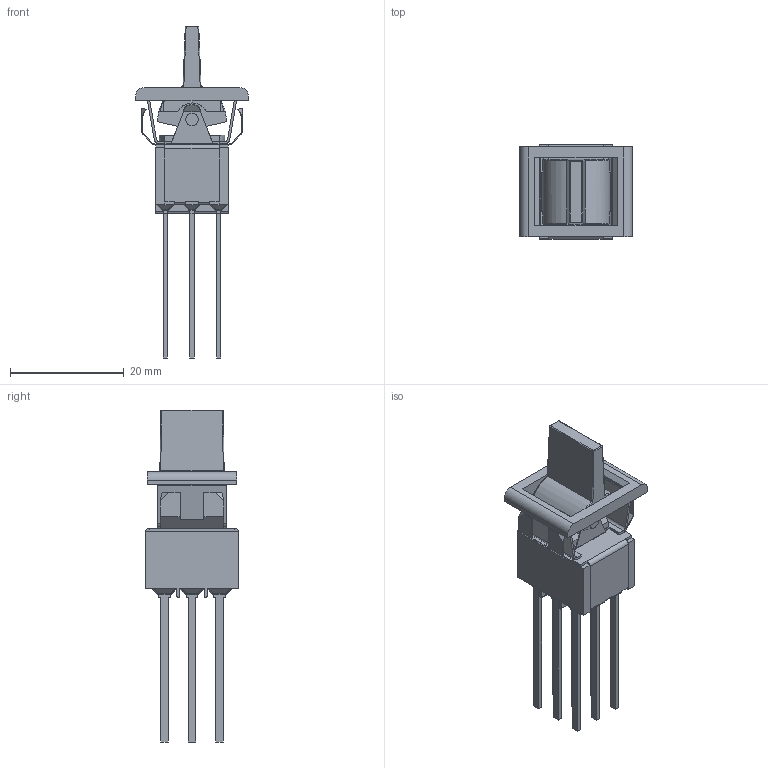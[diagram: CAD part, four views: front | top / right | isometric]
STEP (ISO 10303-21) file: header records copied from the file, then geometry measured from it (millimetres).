
FILE_DESCRIPTION(/* description */ (''),/* implementation_level */ '2;1');
FILE_NAME(/* name */ '3003PxR7xxxM54xExxx.stp',/* time_stamp */ '2025-05-02T15:23:40-05:00',/* author */ ('mroman'),/* organization */ (''),/* preprocessor_version */ 'ST-DEVELOPER v18.1',/* originating_system */ 'Autodesk Inventor 2022',/* authorisation */ '');
FILE_SCHEMA (('AUTOMOTIVE_DESIGN { 1 0 10303 214 3 1 1 }'));
Length unit declared in the file: inch
Products named in the file (1): 3003PxR7xxxM54xExxx
Bounding box: 19.85 x 16.51 x 58.34 mm (x, y, z)
Volume: 3726.7 mm3; surface area: 4864 mm2
Topology: 1 solids, 1 shells, 596 faces, 1595 edges, 960 vertices
Faces by surface type: plane 424, cylinder 124, sphere 40, torus 4, bspline 4
Full cylindrical faces by diameter (mm): 2.2 x4, 3.2 x1, 5.2 x1
Entity records: 18238 total; most frequent: CARTESIAN_POINT 3410, ORIENTED_EDGE 3110, DIRECTION 3047, EDGE_CURVE 1555, LINE 1209, VECTOR 1209, VERTEX_POINT 960, AXIS2_PLACEMENT_3D 919
